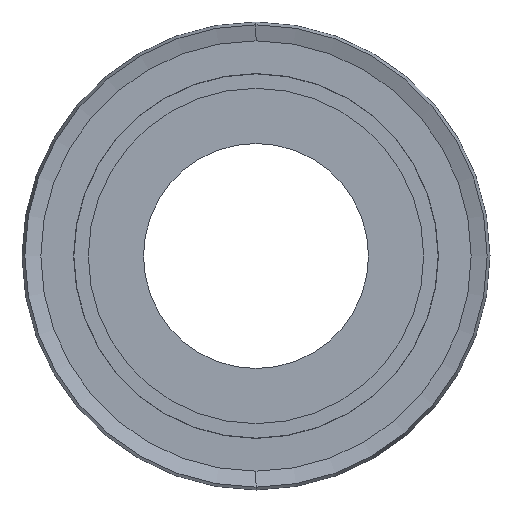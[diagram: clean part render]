
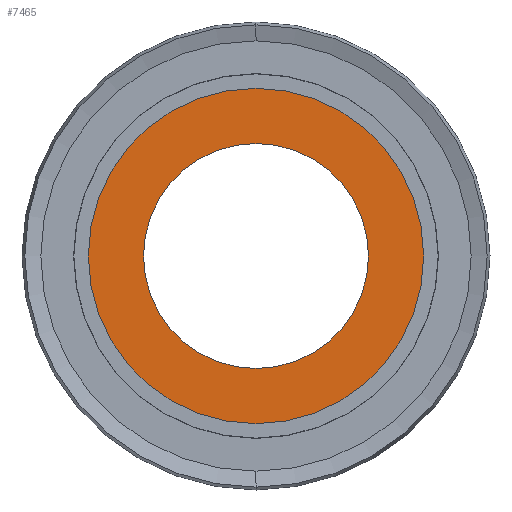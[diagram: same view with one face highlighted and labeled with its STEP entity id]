
A CAD part, left-side view. The second image highlights one B-rep face of the part: STEP entity #7465.
In plain terms, the highlighted planar face has unit normal (-1, 0, 0).
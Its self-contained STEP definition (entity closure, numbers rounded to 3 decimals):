
#504 = AXIS2_PLACEMENT_3D ( 'NONE', #1083, #2929, #7534 ) ;
#594 = EDGE_CURVE ( 'NONE', #3289, #2045, #8140, .T. ) ;
#626 = AXIS2_PLACEMENT_3D ( 'NONE', #7258, #6626, #4139 ) ;
#674 = ORIENTED_EDGE ( 'NONE', *, *, #8337, .T. ) ;
#1083 = CARTESIAN_POINT ( 'NONE',  ( -3.056, 33.373, 60.054 ) ) ;
#2045 = VERTEX_POINT ( 'NONE', #2415 ) ;
#2094 = CIRCLE ( 'NONE', #6553, 17.551 ) ;
#2143 = EDGE_CURVE ( 'NONE', #2045, #3289, #5070, .T. ) ;
#2415 = CARTESIAN_POINT ( 'NONE',  ( -3.056, 33.373, 33.892 ) ) ;
#2542 = DIRECTION ( 'NONE',  ( 1., 0., 0. ) ) ;
#2661 = CARTESIAN_POINT ( 'NONE',  ( -3.056, 33.373, 42.503 ) ) ;
#2780 = EDGE_LOOP ( 'NONE', ( #8086, #4328 ) ) ;
#2927 = DIRECTION ( 'NONE',  ( 0., 0., 1. ) ) ;
#2929 = DIRECTION ( 'NONE',  ( 1., 0., 0. ) ) ;
#3224 = CARTESIAN_POINT ( 'NONE',  ( -3.056, 33.373, 60.054 ) ) ;
#3289 = VERTEX_POINT ( 'NONE', #4660 ) ;
#3597 = VERTEX_POINT ( 'NONE', #2661 ) ;
#4013 = AXIS2_PLACEMENT_3D ( 'NONE', #6661, #7302, #4748 ) ;
#4139 = DIRECTION ( 'NONE',  ( 0., 0., 1. ) ) ;
#4328 = ORIENTED_EDGE ( 'NONE', *, *, #2143, .T. ) ;
#4332 = AXIS2_PLACEMENT_3D ( 'NONE', #4845, #8103, #2927 ) ;
#4613 = ORIENTED_EDGE ( 'NONE', *, *, #5813, .T. ) ;
#4660 = CARTESIAN_POINT ( 'NONE',  ( -3.056, 33.373, 86.216 ) ) ;
#4748 = DIRECTION ( 'NONE',  ( 0., 0., 1. ) ) ;
#4845 = CARTESIAN_POINT ( 'NONE',  ( -3.056, 33.373, 60.054 ) ) ;
#5070 = CIRCLE ( 'NONE', #626, 26.162 ) ;
#5362 = PLANE ( 'NONE',  #4013 ) ;
#5721 = FACE_OUTER_BOUND ( 'NONE', #2780, .T. ) ;
#5813 = EDGE_CURVE ( 'NONE', #7248, #3597, #6044, .T. ) ;
#5865 = CARTESIAN_POINT ( 'NONE',  ( -3.056, 33.373, 77.606 ) ) ;
#6044 = CIRCLE ( 'NONE', #504, 17.551 ) ;
#6553 = AXIS2_PLACEMENT_3D ( 'NONE', #3224, #2542, #7732 ) ;
#6626 = DIRECTION ( 'NONE',  ( -1., 0., 0. ) ) ;
#6661 = CARTESIAN_POINT ( 'NONE',  ( -3.056, 33.373, 60.054 ) ) ;
#7248 = VERTEX_POINT ( 'NONE', #5865 ) ;
#7258 = CARTESIAN_POINT ( 'NONE',  ( -3.056, 33.373, 60.054 ) ) ;
#7302 = DIRECTION ( 'NONE',  ( -1., 0., 0. ) ) ;
#7433 = FACE_BOUND ( 'NONE', #7553, .T. ) ;
#7465 = ADVANCED_FACE ( 'NONE', ( #7433, #5721 ), #5362, .T. ) ;
#7534 = DIRECTION ( 'NONE',  ( 0., 0., -1. ) ) ;
#7553 = EDGE_LOOP ( 'NONE', ( #674, #4613 ) ) ;
#7732 = DIRECTION ( 'NONE',  ( 0., 0., -1. ) ) ;
#8086 = ORIENTED_EDGE ( 'NONE', *, *, #594, .T. ) ;
#8103 = DIRECTION ( 'NONE',  ( -1., 0., 0. ) ) ;
#8140 = CIRCLE ( 'NONE', #4332, 26.162 ) ;
#8337 = EDGE_CURVE ( 'NONE', #3597, #7248, #2094, .T. ) ;
